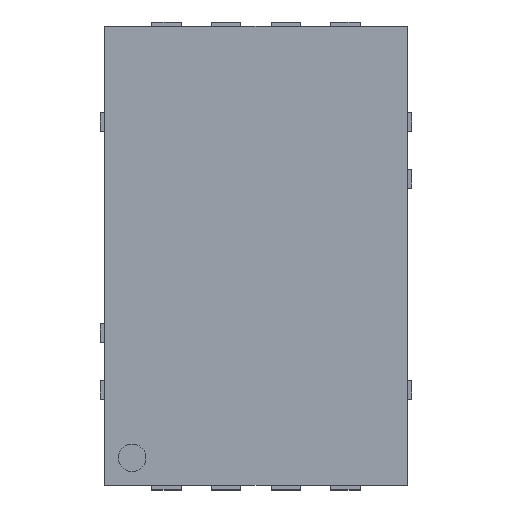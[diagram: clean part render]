
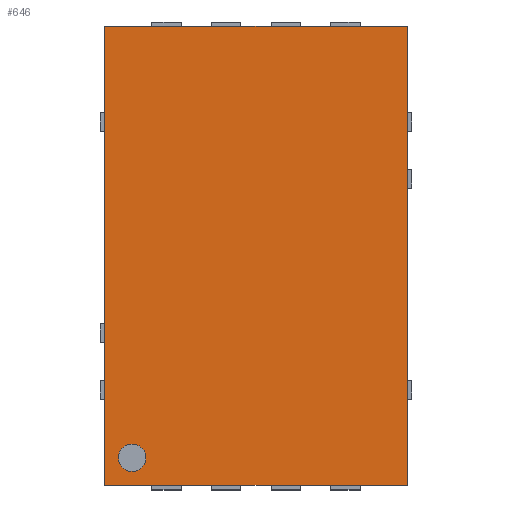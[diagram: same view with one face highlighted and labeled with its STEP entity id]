
A CAD part, top view. The second image highlights one B-rep face of the part: STEP entity #646.
In plain terms, the highlighted planar face has unit normal (0, 0, 1).
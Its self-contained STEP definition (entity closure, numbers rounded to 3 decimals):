
#38 = EDGE_CURVE ( 'NONE', #1796, #1215, #448, .T. ) ;
#134 = EDGE_CURVE ( 'NONE', #589, #2115, #1069, .T. ) ;
#152 = DIRECTION ( 'NONE',  ( 0., 0., -1. ) ) ;
#155 = ORIENTED_EDGE ( 'NONE', *, *, #436, .T. ) ;
#306 = ORIENTED_EDGE ( 'NONE', *, *, #134, .F. ) ;
#308 = VERTEX_POINT ( 'NONE', #396 ) ;
#351 = VECTOR ( 'NONE', #2324, 1000. ) ;
#368 = CARTESIAN_POINT ( 'NONE',  ( 1.65, -2.5, 0.75 ) ) ;
#396 = CARTESIAN_POINT ( 'NONE',  ( -1.2, -2.2, 0.75 ) ) ;
#410 = ORIENTED_EDGE ( 'NONE', *, *, #1450, .F. ) ;
#436 = EDGE_CURVE ( 'NONE', #2350, #308, #1309, .T. ) ;
#448 = LINE ( 'NONE', #1237, #351 ) ;
#519 = EDGE_CURVE ( 'NONE', #2115, #1796, #703, .T. ) ;
#524 = CARTESIAN_POINT ( 'NONE',  ( -1.35, -2.2, 0.75 ) ) ;
#544 = AXIS2_PLACEMENT_3D ( 'NONE', #1195, #1234, #828 ) ;
#589 = VERTEX_POINT ( 'NONE', #591 ) ;
#591 = CARTESIAN_POINT ( 'NONE',  ( 1.65, 2.5, 0.75 ) ) ;
#617 = CARTESIAN_POINT ( 'NONE',  ( 0., 0., 0.75 ) ) ;
#630 = EDGE_LOOP ( 'NONE', ( #410, #975, #1142, #306 ) ) ;
#646 = ADVANCED_FACE ( 'NONE', ( #1919, #978 ), #2261, .T. ) ;
#690 = CARTESIAN_POINT ( 'NONE',  ( -1.65, -2.5, 0.75 ) ) ;
#703 = LINE ( 'NONE', #902, #1660 ) ;
#764 = CIRCLE ( 'NONE', #1655, 0.15 ) ;
#806 = DIRECTION ( 'NONE',  ( 0., 0., 1. ) ) ;
#828 = DIRECTION ( 'NONE',  ( -1., 0., 0. ) ) ;
#899 = VECTOR ( 'NONE', #2175, 1000. ) ;
#902 = CARTESIAN_POINT ( 'NONE',  ( -1.65, -2.5, 0.75 ) ) ;
#975 = ORIENTED_EDGE ( 'NONE', *, *, #38, .F. ) ;
#978 = FACE_OUTER_BOUND ( 'NONE', #630, .T. ) ;
#1016 = VECTOR ( 'NONE', #1607, 1000. ) ;
#1069 = LINE ( 'NONE', #368, #899 ) ;
#1142 = ORIENTED_EDGE ( 'NONE', *, *, #519, .F. ) ;
#1174 = ORIENTED_EDGE ( 'NONE', *, *, #1702, .T. ) ;
#1195 = CARTESIAN_POINT ( 'NONE',  ( -1.35, -2.2, 0.75 ) ) ;
#1215 = VERTEX_POINT ( 'NONE', #2085 ) ;
#1234 = DIRECTION ( 'NONE',  ( 0., 0., -1. ) ) ;
#1237 = CARTESIAN_POINT ( 'NONE',  ( -1.65, 2.5, 0.75 ) ) ;
#1244 = CARTESIAN_POINT ( 'NONE',  ( 1.65, -2.5, 0.75 ) ) ;
#1309 = CIRCLE ( 'NONE', #544, 0.15 ) ;
#1409 = CARTESIAN_POINT ( 'NONE',  ( 1.65, 2.5, 0.75 ) ) ;
#1426 = EDGE_LOOP ( 'NONE', ( #155, #1174 ) ) ;
#1450 = EDGE_CURVE ( 'NONE', #1215, #589, #2148, .T. ) ;
#1544 = AXIS2_PLACEMENT_3D ( 'NONE', #617, #806, #2084 ) ;
#1607 = DIRECTION ( 'NONE',  ( 1., 0., 0. ) ) ;
#1655 = AXIS2_PLACEMENT_3D ( 'NONE', #524, #152, #2330 ) ;
#1660 = VECTOR ( 'NONE', #2357, 1000. ) ;
#1702 = EDGE_CURVE ( 'NONE', #308, #2350, #764, .T. ) ;
#1796 = VERTEX_POINT ( 'NONE', #690 ) ;
#1919 = FACE_BOUND ( 'NONE', #1426, .T. ) ;
#2084 = DIRECTION ( 'NONE',  ( 1., 0., 0. ) ) ;
#2085 = CARTESIAN_POINT ( 'NONE',  ( -1.65, 2.5, 0.75 ) ) ;
#2115 = VERTEX_POINT ( 'NONE', #1244 ) ;
#2148 = LINE ( 'NONE', #1409, #1016 ) ;
#2175 = DIRECTION ( 'NONE',  ( 0., -1., 0. ) ) ;
#2249 = CARTESIAN_POINT ( 'NONE',  ( -1.5, -2.2, 0.75 ) ) ;
#2261 = PLANE ( 'NONE',  #1544 ) ;
#2324 = DIRECTION ( 'NONE',  ( 0., 1., 0. ) ) ;
#2330 = DIRECTION ( 'NONE',  ( -1., 0., 0. ) ) ;
#2350 = VERTEX_POINT ( 'NONE', #2249 ) ;
#2357 = DIRECTION ( 'NONE',  ( -1., 0., 0. ) ) ;
